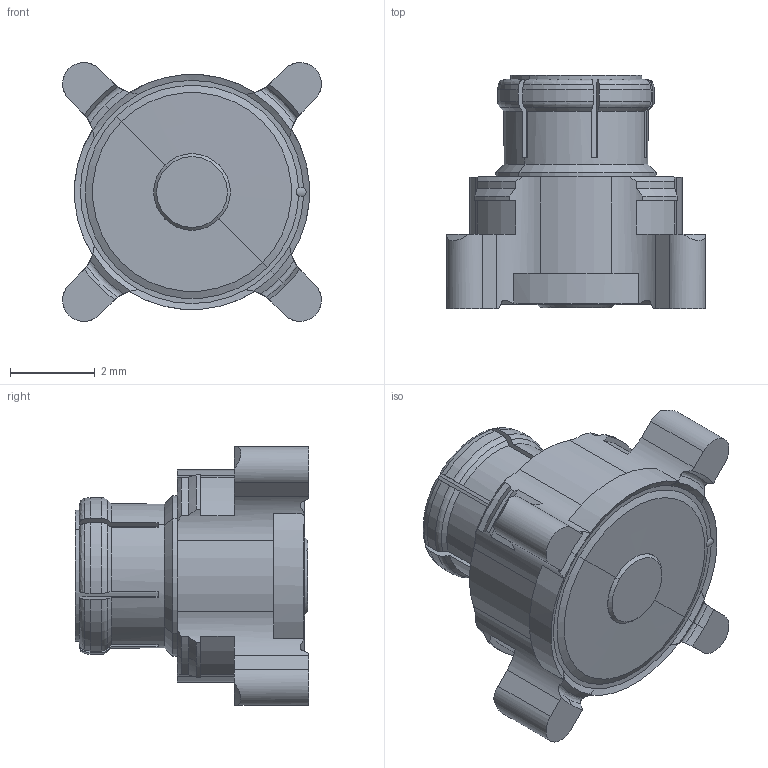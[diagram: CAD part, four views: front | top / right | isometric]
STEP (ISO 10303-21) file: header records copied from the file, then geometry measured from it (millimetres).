
FILE_DESCRIPTION (( 'STEP AP214' ), '1' );
FILE_NAME ('RFPCB-MMBX-MS-12G121_3D.step', '2023-03-17T15:15:03', ( '' ), ( '' ), 'SwSTEP 2.0', 'SolidWorks 2022', '' );
FILE_SCHEMA (( 'AUTOMOTIVE_DESIGN' ));
Length unit declared in the file: inch
Products named in the file (1): RFPCB-MMBX-MS-12G121_3D
Bounding box: 6.09 x 5.5 x 6.09 mm (x, y, z)
Volume: 86.9 mm3; surface area: 210.6 mm2
Topology: 1 solids, 1 shells, 229 faces, 642 edges, 418 vertices
Faces by surface type: cone 77, plane 69, cylinder 64, bspline 19
Entity records: 8176 total; most frequent: CARTESIAN_POINT 2328, ORIENTED_EDGE 1280, DIRECTION 1210, EDGE_CURVE 640, AXIS2_PLACEMENT_3D 494, VERTEX_POINT 418, CIRCLE 283, EDGE_LOOP 234
